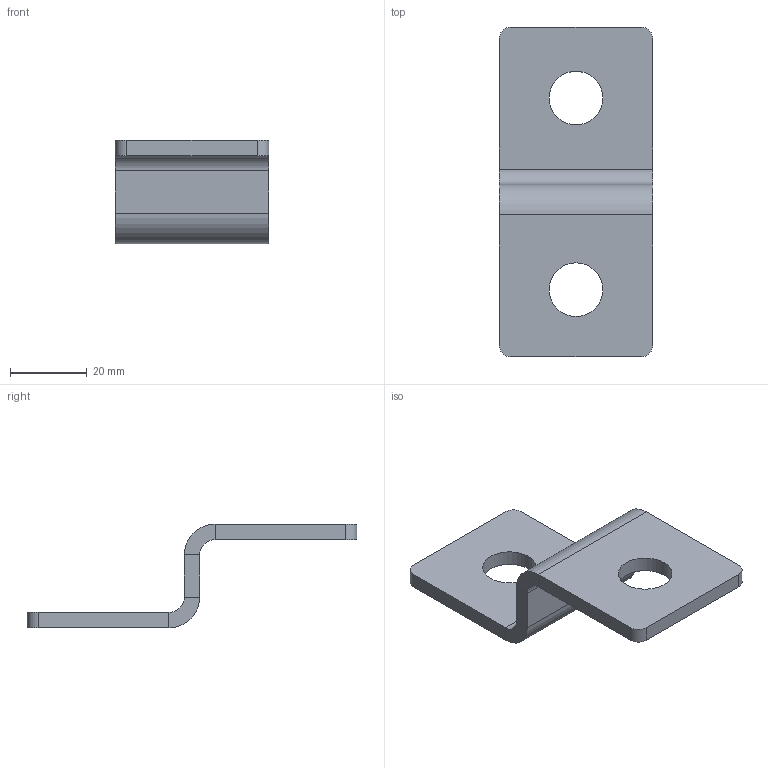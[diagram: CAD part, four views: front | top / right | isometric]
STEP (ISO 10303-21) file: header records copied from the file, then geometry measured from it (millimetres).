
FILE_DESCRIPTION(/* description */ (''),/* implementation_level */ '2;1');
FILE_NAME(/* name */ '308310 PUZx21.ipt.stp',/* time_stamp */ '2023-05-16T17:46:32+03:00',/* author */ ('Man88'),/* organization */ (''),/* preprocessor_version */ 'ST-DEVELOPER v19.2',/* originating_system */ 'Autodesk Inventor 2023',/* authorisation */ '');
FILE_SCHEMA (('AUTOMOTIVE_DESIGN { 1 0 10303 214 3 1 1 }'));
Length unit declared in the file: millimetre
Products named in the file (1): Пластина Z-образная 
(2 отверстия), PUZ2x21
Bounding box: 40 x 86 x 27 mm (x, y, z)
Volume: 15353.5 mm3; surface area: 9158.8 mm2
Topology: 1 solids, 1 shells, 28 faces, 62 edges, 36 vertices
Faces by surface type: plane 18, cylinder 10
Full cylindrical faces by diameter (mm): 14 x2
Entity records: 809 total; most frequent: DIRECTION 140, CARTESIAN_POINT 127, ORIENTED_EDGE 124, EDGE_CURVE 62, AXIS2_PLACEMENT_3D 49, LINE 42, VECTOR 42, VERTEX_POINT 36
